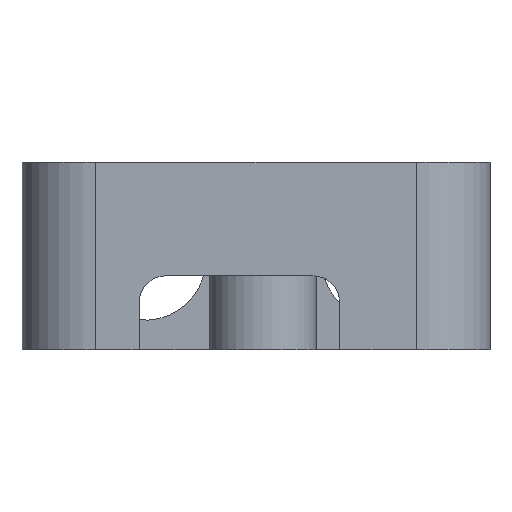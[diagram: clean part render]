
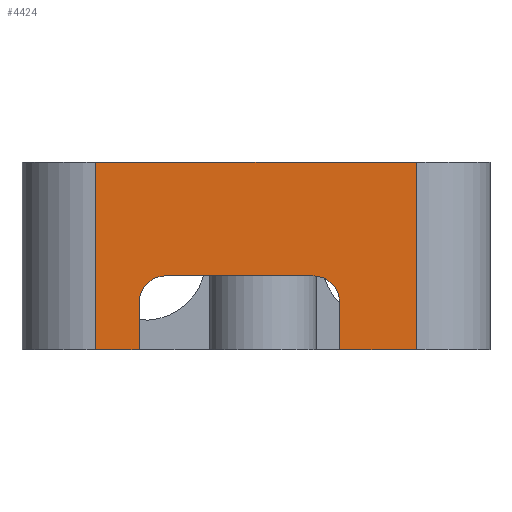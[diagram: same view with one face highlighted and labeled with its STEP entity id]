
A CAD part, left-side view. The second image highlights one B-rep face of the part: STEP entity #4424.
In plain terms, the highlighted planar face has unit normal (-1, 0, 0).
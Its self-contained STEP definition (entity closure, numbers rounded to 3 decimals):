
#481=PLANE('',#4572);
#695=FACE_OUTER_BOUND('',#929,.T.);
#929=EDGE_LOOP('',(#3799,#3800,#3801,#3802,#3803,#3804,#3805,#3806,#3807,
#3808));
#1286=LINE('',#7728,#1649);
#1290=LINE('',#7757,#1653);
#1295=LINE('',#7766,#1658);
#1298=LINE('',#7777,#1661);
#1299=LINE('',#7779,#1662);
#1300=LINE('',#7781,#1663);
#1301=LINE('',#7783,#1664);
#1302=LINE('',#7784,#1665);
#1649=VECTOR('',#5107,10.);
#1653=VECTOR('',#5121,10.);
#1658=VECTOR('',#5128,10.);
#1661=VECTOR('',#5139,10.);
#1662=VECTOR('',#5140,10.);
#1663=VECTOR('',#5141,10.);
#1664=VECTOR('',#5142,10.);
#1665=VECTOR('',#5143,10.);
#1721=CIRCLE('',#4560,2.);
#1725=CIRCLE('',#4566,2.);
#2131=VERTEX_POINT('',#7719);
#2132=VERTEX_POINT('',#7721);
#2134=VERTEX_POINT('',#7727);
#2138=VERTEX_POINT('',#7737);
#2140=VERTEX_POINT('',#7756);
#2143=VERTEX_POINT('',#7764);
#2147=VERTEX_POINT('',#7776);
#2148=VERTEX_POINT('',#7778);
#2149=VERTEX_POINT('',#7780);
#2150=VERTEX_POINT('',#7782);
#2752=EDGE_CURVE('',#2131,#2132,#1721,.T.);
#2755=EDGE_CURVE('',#2134,#2132,#1286,.T.);
#2760=EDGE_CURVE('',#2134,#2138,#1725,.T.);
#2763=EDGE_CURVE('',#2140,#2138,#1290,.T.);
#2768=EDGE_CURVE('',#2131,#2143,#1295,.T.);
#2773=EDGE_CURVE('',#2143,#2147,#1298,.T.);
#2774=EDGE_CURVE('',#2147,#2148,#1299,.T.);
#2775=EDGE_CURVE('',#2149,#2148,#1300,.T.);
#2776=EDGE_CURVE('',#2150,#2149,#1301,.T.);
#2777=EDGE_CURVE('',#2150,#2140,#1302,.T.);
#3799=ORIENTED_EDGE('',*,*,#2763,.T.);
#3800=ORIENTED_EDGE('',*,*,#2760,.F.);
#3801=ORIENTED_EDGE('',*,*,#2755,.T.);
#3802=ORIENTED_EDGE('',*,*,#2752,.F.);
#3803=ORIENTED_EDGE('',*,*,#2768,.T.);
#3804=ORIENTED_EDGE('',*,*,#2773,.T.);
#3805=ORIENTED_EDGE('',*,*,#2774,.T.);
#3806=ORIENTED_EDGE('',*,*,#2775,.F.);
#3807=ORIENTED_EDGE('',*,*,#2776,.F.);
#3808=ORIENTED_EDGE('',*,*,#2777,.T.);
#4424=ADVANCED_FACE('',(#695),#481,.T.);
#4560=AXIS2_PLACEMENT_3D('',#7722,#5100,#5101);
#4566=AXIS2_PLACEMENT_3D('',#7738,#5116,#5117);
#4572=AXIS2_PLACEMENT_3D('',#7775,#5137,#5138);
#5100=DIRECTION('center_axis',(-1.,0.,0.));
#5101=DIRECTION('ref_axis',(0.,-0.707,0.707));
#5107=DIRECTION('',(0.,-1.,0.));
#5116=DIRECTION('center_axis',(-1.,0.,0.));
#5117=DIRECTION('ref_axis',(0.,0.707,0.707));
#5121=DIRECTION('',(0.,0.,1.));
#5128=DIRECTION('',(0.,0.,-1.));
#5137=DIRECTION('center_axis',(-1.,0.,0.));
#5138=DIRECTION('ref_axis',(0.,-1.,0.));
#5139=DIRECTION('',(0.,-1.,0.));
#5140=DIRECTION('',(0.,0.,1.));
#5141=DIRECTION('',(0.,-1.,0.));
#5142=DIRECTION('',(0.,0.,1.));
#5143=DIRECTION('',(0.,-1.,0.));
#7719=CARTESIAN_POINT('',(-33.5,-6.258,3.515));
#7721=CARTESIAN_POINT('',(-33.5,-4.258,5.515));
#7722=CARTESIAN_POINT('Origin',(-33.5,-4.258,3.515));
#7727=CARTESIAN_POINT('',(-33.5,6.742,5.515));
#7728=CARTESIAN_POINT('',(-33.5,10.371,5.515));
#7737=CARTESIAN_POINT('',(-33.5,8.742,3.515));
#7738=CARTESIAN_POINT('Origin',(-33.5,6.742,3.515));
#7756=CARTESIAN_POINT('',(-33.5,8.742,0.));
#7757=CARTESIAN_POINT('',(-33.5,8.742,0.));
#7764=CARTESIAN_POINT('',(-33.5,-6.258,0.));
#7766=CARTESIAN_POINT('',(-33.5,-6.258,2.758));
#7775=CARTESIAN_POINT('Origin',(-33.5,12.,0.));
#7776=CARTESIAN_POINT('',(-33.5,-12.,0.));
#7777=CARTESIAN_POINT('',(-33.5,12.,0.));
#7778=CARTESIAN_POINT('',(-33.5,-12.,14.));
#7779=CARTESIAN_POINT('',(-33.5,-12.,0.));
#7780=CARTESIAN_POINT('',(-33.5,12.,14.));
#7781=CARTESIAN_POINT('',(-33.5,12.,14.));
#7782=CARTESIAN_POINT('',(-33.5,12.,0.));
#7783=CARTESIAN_POINT('',(-33.5,12.,0.));
#7784=CARTESIAN_POINT('',(-33.5,12.,0.));
